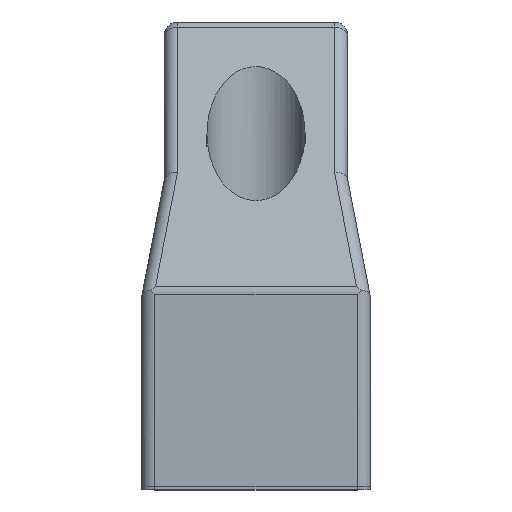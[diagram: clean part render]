
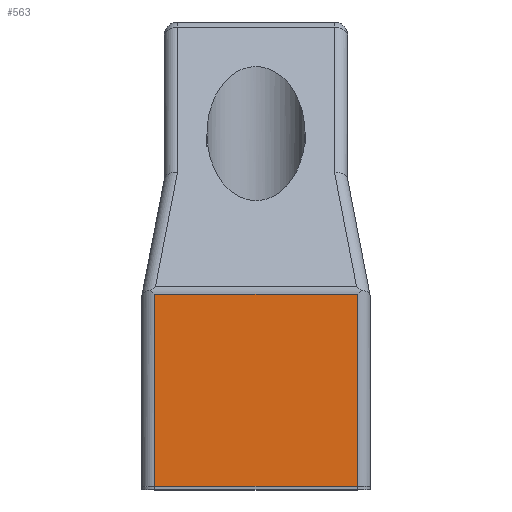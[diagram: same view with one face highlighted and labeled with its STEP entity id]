
A CAD part, top view. The second image highlights one B-rep face of the part: STEP entity #563.
In plain terms, the highlighted planar face has unit normal (0, 0, 1).
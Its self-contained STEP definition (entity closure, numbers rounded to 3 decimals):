
#9 = ORIENTED_EDGE ( 'NONE', *, *, #1260, .T. ) ;
#49 = ORIENTED_EDGE ( 'NONE', *, *, #778, .F. ) ;
#68 = CARTESIAN_POINT ( 'NONE',  ( 17.5, -59., 167.5 ) ) ;
#192 = LINE ( 'NONE', #2562, #1837 ) ;
#207 = LINE ( 'NONE', #634, #2324 ) ;
#316 = DIRECTION ( 'NONE',  ( -1., 0., 0. ) ) ;
#540 = VECTOR ( 'NONE', #2364, 1000. ) ;
#543 = EDGE_CURVE ( 'NONE', #2436, #830, #192, .T. ) ;
#559 = CARTESIAN_POINT ( 'NONE',  ( 17.5, -29., 167.5 ) ) ;
#563 = ADVANCED_FACE ( 'NONE', ( #2474 ), #1193, .F. ) ;
#634 = CARTESIAN_POINT ( 'NONE',  ( 17.5, -29.654, 167.5 ) ) ;
#720 = VERTEX_POINT ( 'NONE', #1503 ) ;
#778 = EDGE_CURVE ( 'NONE', #2085, #830, #1586, .T. ) ;
#830 = VERTEX_POINT ( 'NONE', #2008 ) ;
#832 = LINE ( 'NONE', #2573, #540 ) ;
#881 = DIRECTION ( 'NONE',  ( 0., 0., -1. ) ) ;
#1178 = DIRECTION ( 'NONE',  ( -1., 0., 0. ) ) ;
#1193 = PLANE ( 'NONE',  #2093 ) ;
#1205 = EDGE_LOOP ( 'NONE', ( #9, #2380, #49, #2499 ) ) ;
#1260 = EDGE_CURVE ( 'NONE', #720, #2436, #207, .T. ) ;
#1394 = VECTOR ( 'NONE', #1178, 1000. ) ;
#1467 = DIRECTION ( 'NONE',  ( 0., -1., 0. ) ) ;
#1503 = CARTESIAN_POINT ( 'NONE',  ( 15.5, -29.654, 167.5 ) ) ;
#1586 = LINE ( 'NONE', #68, #1394 ) ;
#1616 = EDGE_CURVE ( 'NONE', #2085, #720, #832, .T. ) ;
#1837 = VECTOR ( 'NONE', #1467, 1000. ) ;
#1922 = CARTESIAN_POINT ( 'NONE',  ( -15.5, -29.654, 167.5 ) ) ;
#2008 = CARTESIAN_POINT ( 'NONE',  ( -15.5, -59., 167.5 ) ) ;
#2085 = VERTEX_POINT ( 'NONE', #2731 ) ;
#2093 = AXIS2_PLACEMENT_3D ( 'NONE', #559, #881, #316 ) ;
#2324 = VECTOR ( 'NONE', #2534, 1000. ) ;
#2364 = DIRECTION ( 'NONE',  ( 0., 1., 0. ) ) ;
#2380 = ORIENTED_EDGE ( 'NONE', *, *, #543, .T. ) ;
#2436 = VERTEX_POINT ( 'NONE', #1922 ) ;
#2474 = FACE_OUTER_BOUND ( 'NONE', #1205, .T. ) ;
#2499 = ORIENTED_EDGE ( 'NONE', *, *, #1616, .T. ) ;
#2534 = DIRECTION ( 'NONE',  ( -1., 0., 0. ) ) ;
#2562 = CARTESIAN_POINT ( 'NONE',  ( -15.5, -29., 167.5 ) ) ;
#2573 = CARTESIAN_POINT ( 'NONE',  ( 15.5, -30.157, 167.5 ) ) ;
#2731 = CARTESIAN_POINT ( 'NONE',  ( 15.5, -59., 167.5 ) ) ;
